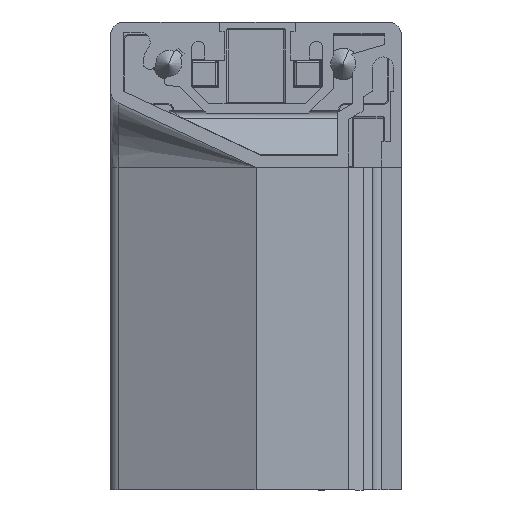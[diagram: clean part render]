
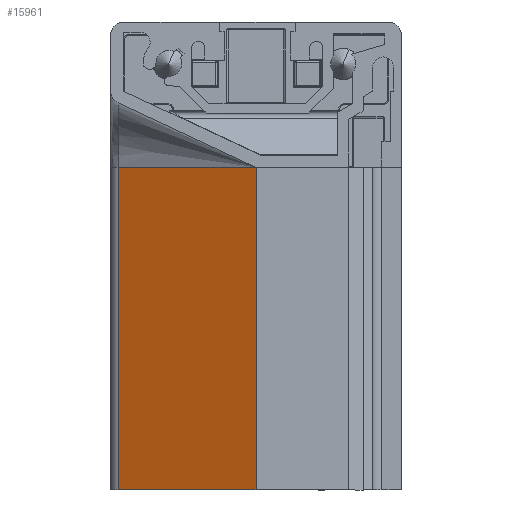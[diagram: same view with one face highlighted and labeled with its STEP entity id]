
A CAD part, left-side view. The second image highlights one B-rep face of the part: STEP entity #15961.
In plain terms, the highlighted planar face has unit normal (-0.906, 0.423, 0).
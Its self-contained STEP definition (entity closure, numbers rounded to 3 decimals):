
#470 = CARTESIAN_POINT ( 'NONE',  ( -12.539, 43.846, 25. ) ) ;
#1072 = CARTESIAN_POINT ( 'NONE',  ( -22.5, 22.5, 25. ) ) ;
#1508 = LINE ( 'NONE', #470, #1617 ) ;
#1617 = VECTOR ( 'NONE', #1718, 1000. ) ;
#1718 = DIRECTION ( 'NONE',  ( -0.423, -0.906, 0. ) ) ;
#1786 = LINE ( 'NONE', #2770, #2484 ) ;
#2484 = VECTOR ( 'NONE', #3297, 1000. ) ;
#2770 = CARTESIAN_POINT ( 'NONE',  ( -22.5, 22.5, 25. ) ) ;
#3297 = DIRECTION ( 'NONE',  ( 0., 0., 1. ) ) ;
#3380 = EDGE_CURVE ( 'NONE', #8976, #14094, #13424, .T. ) ;
#3502 = CARTESIAN_POINT ( 'NONE',  ( -12.539, 43.846, -25. ) ) ;
#3632 = DIRECTION ( 'NONE',  ( 0., 0., 1. ) ) ;
#4418 = DIRECTION ( 'NONE',  ( 0.906, -0.423, 0. ) ) ;
#6892 = EDGE_CURVE ( 'NONE', #15567, #9048, #1508, .T. ) ;
#7121 = LINE ( 'NONE', #18124, #12859 ) ;
#7607 = EDGE_LOOP ( 'NONE', ( #8893, #14458, #9266, #13258 ) ) ;
#7989 = EDGE_CURVE ( 'NONE', #14094, #9048, #1786, .T. ) ;
#8268 = CARTESIAN_POINT ( 'NONE',  ( -12.539, 43.846, -25. ) ) ;
#8285 = DIRECTION ( 'NONE',  ( -0.423, -0.906, 0. ) ) ;
#8893 = ORIENTED_EDGE ( 'NONE', *, *, #7989, .T. ) ;
#8906 = FACE_OUTER_BOUND ( 'NONE', #7607, .T. ) ;
#8976 = VERTEX_POINT ( 'NONE', #3502 ) ;
#9048 = VERTEX_POINT ( 'NONE', #1072 ) ;
#9266 = ORIENTED_EDGE ( 'NONE', *, *, #12341, .F. ) ;
#11001 = CARTESIAN_POINT ( 'NONE',  ( -22.5, 22.5, -25. ) ) ;
#12341 = EDGE_CURVE ( 'NONE', #8976, #15567, #7121, .T. ) ;
#12859 = VECTOR ( 'NONE', #3632, 1000. ) ;
#13258 = ORIENTED_EDGE ( 'NONE', *, *, #3380, .T. ) ;
#13424 = LINE ( 'NONE', #8268, #13600 ) ;
#13453 = CARTESIAN_POINT ( 'NONE',  ( -12.539, 43.846, 25. ) ) ;
#13600 = VECTOR ( 'NONE', #8285, 1000. ) ;
#14094 = VERTEX_POINT ( 'NONE', #11001 ) ;
#14458 = ORIENTED_EDGE ( 'NONE', *, *, #6892, .F. ) ;
#14813 = DIRECTION ( 'NONE',  ( 0.423, 0.906, 0. ) ) ;
#14852 = AXIS2_PLACEMENT_3D ( 'NONE', #13453, #4418, #14813 ) ;
#15367 = CARTESIAN_POINT ( 'NONE',  ( -12.539, 43.846, 25. ) ) ;
#15567 = VERTEX_POINT ( 'NONE', #15367 ) ;
#15961 = ADVANCED_FACE ( 'NONE', ( #8906 ), #16040, .F. ) ;
#16040 = PLANE ( 'NONE',  #14852 ) ;
#18124 = CARTESIAN_POINT ( 'NONE',  ( -12.539, 43.846, 25. ) ) ;
